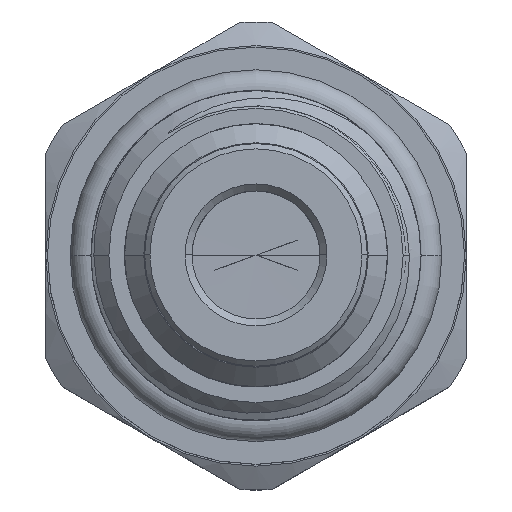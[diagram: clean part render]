
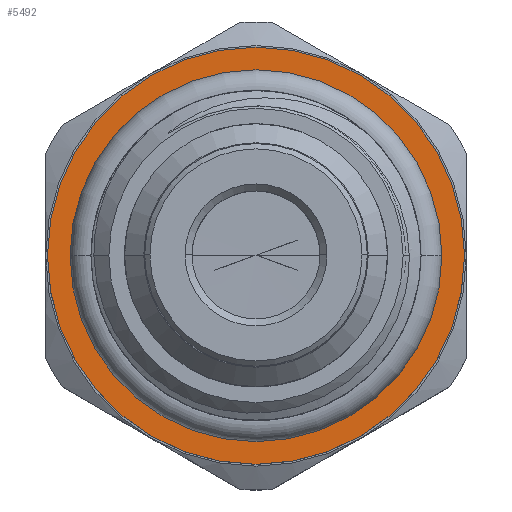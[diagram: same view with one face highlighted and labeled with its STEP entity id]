
A CAD part, top view. The second image highlights one B-rep face of the part: STEP entity #5492.
In plain terms, the highlighted planar face has unit normal (0, 0, 1).
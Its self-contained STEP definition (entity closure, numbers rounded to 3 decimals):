
#1100 = VERTEX_POINT ( 'NONE', #10215 ) ;
#1410 = EDGE_LOOP ( 'NONE', ( #4007, #4008 ) ) ;
#1428 = EDGE_LOOP ( 'NONE', ( #4009, #4010 ) ) ;
#1843 = EDGE_CURVE ( 'NONE', #26969, #26965, #27533, .T. ) ;
#1860 = EDGE_CURVE ( 'NONE', #3431, #1100, #27550, .T. ) ;
#2257 = EDGE_CURVE ( 'NONE', #1100, #3431, #14319, .T. ) ;
#2304 = EDGE_CURVE ( 'NONE', #26965, #26969, #14378, .T. ) ;
#2533 = AXIS2_PLACEMENT_3D ( 'NONE', #11901, #11902, #11903 ) ;
#2541 = AXIS2_PLACEMENT_3D ( 'NONE', #11969, #11970, #11971 ) ;
#2690 = AXIS2_PLACEMENT_3D ( 'NONE', #15152, #15153, #15154 ) ;
#2708 = AXIS2_PLACEMENT_3D ( 'NONE', #15374, #15375, #15376 ) ;
#2755 = AXIS2_PLACEMENT_3D ( 'NONE', #17923, #17924, #17925 ) ;
#3431 = VERTEX_POINT ( 'NONE', #16023 ) ;
#4007 = ORIENTED_EDGE ( 'NONE', *, *, #2304, .T. ) ;
#4008 = ORIENTED_EDGE ( 'NONE', *, *, #1843, .T. ) ;
#4009 = ORIENTED_EDGE ( 'NONE', *, *, #2257, .T. ) ;
#4010 = ORIENTED_EDGE ( 'NONE', *, *, #1860, .T. ) ;
#5492 = ADVANCED_FACE ( 'NONE', ( #14510, #14499 ), #17921, .T. ) ;
#10215 = CARTESIAN_POINT ( 'NONE',  ( -11.9, 0., 16.47 ) ) ;
#11901 = CARTESIAN_POINT ( 'NONE',  ( 0., 0., 16.47 ) ) ;
#11902 = DIRECTION ( 'NONE',  ( 0., 0., -1. ) ) ;
#11903 = DIRECTION ( 'NONE',  ( -1., 0., 0. ) ) ;
#11969 = CARTESIAN_POINT ( 'NONE',  ( 0., 0., 16.47 ) ) ;
#11970 = DIRECTION ( 'NONE',  ( 0., 0., 1. ) ) ;
#11971 = DIRECTION ( 'NONE',  ( -1., 0., 0. ) ) ;
#14319 = CIRCLE ( 'NONE', #2690, 11.9 ) ;
#14378 = CIRCLE ( 'NONE', #2708, 8.895 ) ;
#14499 = FACE_OUTER_BOUND ( 'NONE', #1428, .T. ) ;
#14510 = FACE_BOUND ( 'NONE', #1410, .T. ) ;
#15152 = CARTESIAN_POINT ( 'NONE',  ( 0., 0., 16.47 ) ) ;
#15153 = DIRECTION ( 'NONE',  ( 0., 0., 1. ) ) ;
#15154 = DIRECTION ( 'NONE',  ( -1., 0., 0. ) ) ;
#15374 = CARTESIAN_POINT ( 'NONE',  ( 0., 0., 16.47 ) ) ;
#15375 = DIRECTION ( 'NONE',  ( 0., 0., -1. ) ) ;
#15376 = DIRECTION ( 'NONE',  ( -1., 0., 0. ) ) ;
#16023 = CARTESIAN_POINT ( 'NONE',  ( 11.9, 0., 16.47 ) ) ;
#17921 = PLANE ( 'NONE',  #2755 ) ;
#17923 = CARTESIAN_POINT ( 'NONE',  ( 0., -11.9, 16.47 ) ) ;
#17924 = DIRECTION ( 'NONE',  ( 0., 0., 1. ) ) ;
#17925 = DIRECTION ( 'NONE',  ( -1., 0., 0. ) ) ;
#26381 = CARTESIAN_POINT ( 'NONE',  ( -8.895, 0., 16.47 ) ) ;
#26385 = CARTESIAN_POINT ( 'NONE',  ( 8.895, 0., 16.47 ) ) ;
#26965 = VERTEX_POINT ( 'NONE', #26381 ) ;
#26969 = VERTEX_POINT ( 'NONE', #26385 ) ;
#27533 = CIRCLE ( 'NONE', #2533, 8.895 ) ;
#27550 = CIRCLE ( 'NONE', #2541, 11.9 ) ;
